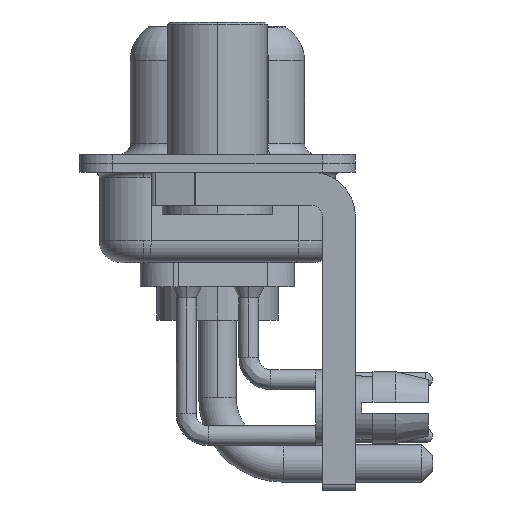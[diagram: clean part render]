
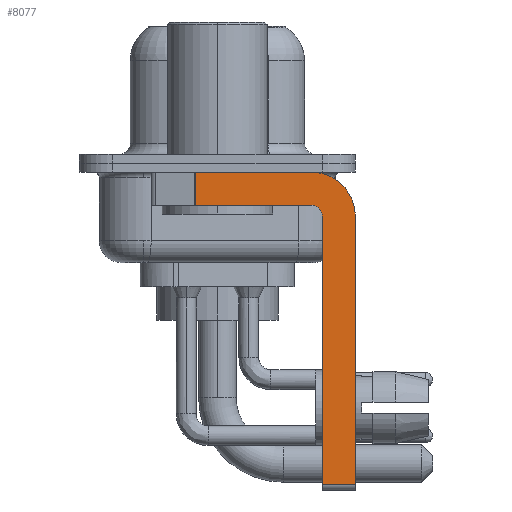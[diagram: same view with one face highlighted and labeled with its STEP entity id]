
A CAD part, left-side view. The second image highlights one B-rep face of the part: STEP entity #8077.
In plain terms, the highlighted planar face has unit normal (-1, 0, 0).
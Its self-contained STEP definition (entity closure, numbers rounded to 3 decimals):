
#434 = CIRCLE ( 'NONE', #16142, 2. ) ;
#815 = EDGE_CURVE ( 'NONE', #18780, #13209, #5045, .T. ) ;
#1136 = ORIENTED_EDGE ( 'NONE', *, *, #11464, .F. ) ;
#1292 = DIRECTION ( 'NONE',  ( 0., -1., 0. ) ) ;
#2666 = ORIENTED_EDGE ( 'NONE', *, *, #7117, .T. ) ;
#2786 = DIRECTION ( 'NONE',  ( 0., 0., -1. ) ) ;
#2799 = LINE ( 'NONE', #19770, #11337 ) ;
#2904 = EDGE_CURVE ( 'NONE', #11102, #18780, #434, .T. ) ;
#3235 = CARTESIAN_POINT ( 'NONE',  ( -2.9, 0.978, -1.9 ) ) ;
#3273 = DIRECTION ( 'NONE',  ( 0., 0., 1. ) ) ;
#3507 = EDGE_LOOP ( 'NONE', ( #1136, #6599, #4355, #18026, #11864, #2666, #12563, #8820 ) ) ;
#3654 = EDGE_CURVE ( 'NONE', #4622, #15713, #17202, .T. ) ;
#3742 = VECTOR ( 'NONE', #6236, 1000. ) ;
#4236 = VECTOR ( 'NONE', #18497, 1000. ) ;
#4355 = ORIENTED_EDGE ( 'NONE', *, *, #13635, .F. ) ;
#4363 = DIRECTION ( 'NONE',  ( 0., -1., 0. ) ) ;
#4622 = VERTEX_POINT ( 'NONE', #4797 ) ;
#4780 = DIRECTION ( 'NONE',  ( -1., 0., 0. ) ) ;
#4797 = CARTESIAN_POINT ( 'NONE',  ( -2.9, 0.978, -0.4 ) ) ;
#4876 = CARTESIAN_POINT ( 'NONE',  ( -2.9, -4.25, -1.9 ) ) ;
#5045 = LINE ( 'NONE', #16988, #3742 ) ;
#6236 = DIRECTION ( 'NONE',  ( 0., 0., -1. ) ) ;
#6378 = CARTESIAN_POINT ( 'NONE',  ( -2.9, -4.25, -0.4 ) ) ;
#6426 = VERTEX_POINT ( 'NONE', #4876 ) ;
#6599 = ORIENTED_EDGE ( 'NONE', *, *, #3654, .T. ) ;
#6629 = LINE ( 'NONE', #14270, #16586 ) ;
#7117 = EDGE_CURVE ( 'NONE', #10643, #13209, #2799, .T. ) ;
#7182 = CARTESIAN_POINT ( 'NONE',  ( -2.9, -4.25, -2.4 ) ) ;
#8077 = ADVANCED_FACE ( 'NONE', ( #10484 ), #17842, .F. ) ;
#8218 = CARTESIAN_POINT ( 'NONE',  ( -2.9, 0.978, -1.9 ) ) ;
#8812 = DIRECTION ( 'NONE',  ( 1., 0., 0. ) ) ;
#8820 = ORIENTED_EDGE ( 'NONE', *, *, #2904, .F. ) ;
#8919 = LINE ( 'NONE', #18259, #17936 ) ;
#9239 = CARTESIAN_POINT ( 'NONE',  ( -2.9, -6.25, -14.55 ) ) ;
#9375 = AXIS2_PLACEMENT_3D ( 'NONE', #18538, #4780, #3273 ) ;
#9554 = DIRECTION ( 'NONE',  ( 0., 0., 1. ) ) ;
#10484 = FACE_OUTER_BOUND ( 'NONE', #3507, .T. ) ;
#10643 = VERTEX_POINT ( 'NONE', #16768 ) ;
#11102 = VERTEX_POINT ( 'NONE', #6378 ) ;
#11283 = CIRCLE ( 'NONE', #9375, 0.5 ) ;
#11337 = VECTOR ( 'NONE', #1292, 1000. ) ;
#11387 = CARTESIAN_POINT ( 'NONE',  ( -2.9, -6.25, -2.4 ) ) ;
#11464 = EDGE_CURVE ( 'NONE', #4622, #11102, #14796, .T. ) ;
#11699 = AXIS2_PLACEMENT_3D ( 'NONE', #7182, #16618, #13508 ) ;
#11864 = ORIENTED_EDGE ( 'NONE', *, *, #12085, .F. ) ;
#12077 = CARTESIAN_POINT ( 'NONE',  ( -2.9, -4.75, -2.4 ) ) ;
#12085 = EDGE_CURVE ( 'NONE', #10643, #14628, #6629, .T. ) ;
#12137 = VECTOR ( 'NONE', #4363, 1000. ) ;
#12563 = ORIENTED_EDGE ( 'NONE', *, *, #815, .F. ) ;
#13209 = VERTEX_POINT ( 'NONE', #9239 ) ;
#13302 = CARTESIAN_POINT ( 'NONE',  ( -2.9, 3., -0.4 ) ) ;
#13508 = DIRECTION ( 'NONE',  ( 0., 0., -1. ) ) ;
#13635 = EDGE_CURVE ( 'NONE', #6426, #15713, #8919, .T. ) ;
#14270 = CARTESIAN_POINT ( 'NONE',  ( -2.9, -4.75, -14.8 ) ) ;
#14628 = VERTEX_POINT ( 'NONE', #12077 ) ;
#14796 = LINE ( 'NONE', #13302, #12137 ) ;
#15041 = DIRECTION ( 'NONE',  ( 0., 1., 0. ) ) ;
#15713 = VERTEX_POINT ( 'NONE', #8218 ) ;
#16142 = AXIS2_PLACEMENT_3D ( 'NONE', #16539, #8812, #2786 ) ;
#16539 = CARTESIAN_POINT ( 'NONE',  ( -2.9, -4.25, -2.4 ) ) ;
#16586 = VECTOR ( 'NONE', #9554, 1000. ) ;
#16618 = DIRECTION ( 'NONE',  ( 1., 0., 0. ) ) ;
#16768 = CARTESIAN_POINT ( 'NONE',  ( -2.9, -4.75, -14.55 ) ) ;
#16988 = CARTESIAN_POINT ( 'NONE',  ( -2.9, -6.25, -2.4 ) ) ;
#17202 = LINE ( 'NONE', #3235, #4236 ) ;
#17842 = PLANE ( 'NONE',  #11699 ) ;
#17936 = VECTOR ( 'NONE', #15041, 1000. ) ;
#18026 = ORIENTED_EDGE ( 'NONE', *, *, #18607, .F. ) ;
#18259 = CARTESIAN_POINT ( 'NONE',  ( -2.9, -4.25, -1.9 ) ) ;
#18497 = DIRECTION ( 'NONE',  ( 0., 0., -1. ) ) ;
#18538 = CARTESIAN_POINT ( 'NONE',  ( -2.9, -4.25, -2.4 ) ) ;
#18607 = EDGE_CURVE ( 'NONE', #14628, #6426, #11283, .T. ) ;
#18780 = VERTEX_POINT ( 'NONE', #11387 ) ;
#19770 = CARTESIAN_POINT ( 'NONE',  ( -2.9, -4.25, -14.55 ) ) ;
